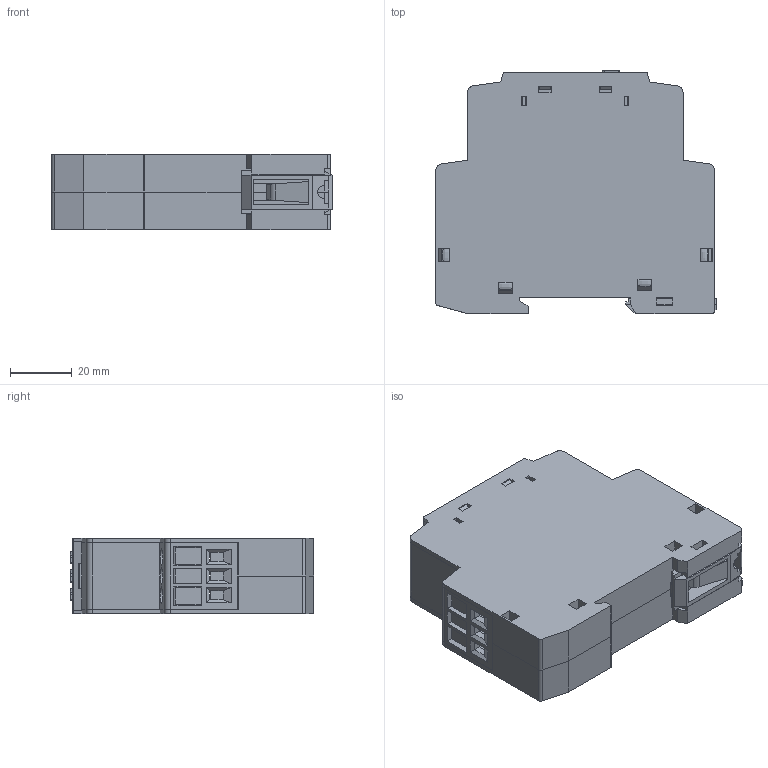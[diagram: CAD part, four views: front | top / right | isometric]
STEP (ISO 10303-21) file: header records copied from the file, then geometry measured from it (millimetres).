
FILE_DESCRIPTION (( 'STEP AP214' ), '1' );
FILE_NAME ('30CDXJ6CDS13.STEP', '2025-04-07T02:56:31', ( '' ), ( 'Microsoft' ), 'SwSTEP 2.0', 'SolidWorks 2014', '' );
FILE_SCHEMA (( 'AUTOMOTIVE_DESIGN' ));
Length unit declared in the file: millimetre
Products named in the file (1): 30CDXJ6CDS13
Bounding box: 90.5 x 78.53 x 24.5 mm (x, y, z)
Volume: 45190.5 mm3; surface area: 63336.5 mm2
Topology: 11 solids, 11 shells, 1877 faces, 5007 edges, 3263 vertices
Faces by surface type: plane 1413, cylinder 387, bspline 47, cone 18, torus 12
Entity records: 83536 total; most frequent: CARTESIAN_POINT 15467, ORIENTED_EDGE 10014, DIRECTION 9338, EDGE_CURVE 5007, LINE 4128, VECTOR 4128, VERTEX_POINT 3263, AXIS2_PLACEMENT_3D 2605
